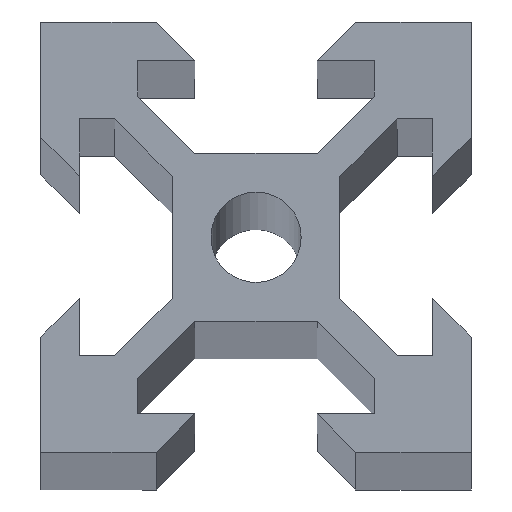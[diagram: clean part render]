
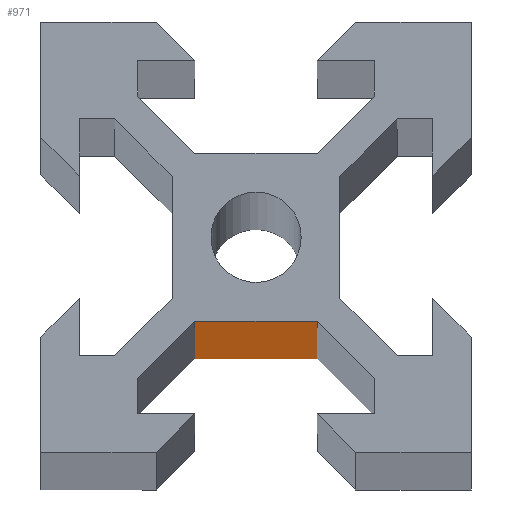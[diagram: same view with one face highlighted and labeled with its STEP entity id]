
A CAD part, top view. The second image highlights one B-rep face of the part: STEP entity #971.
In plain terms, the highlighted planar face has unit normal (0, -1, 0).
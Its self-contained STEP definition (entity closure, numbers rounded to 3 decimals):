
#16=PLANE('',#1040);
#63=FACE_OUTER_BOUND('',#110,.T.);
#110=EDGE_LOOP('',(#655,#656,#657,#658));
#159=LINE('',#1329,#292);
#160=LINE('',#1331,#293);
#161=LINE('',#1333,#294);
#162=LINE('',#1334,#295);
#292=VECTOR('',#1097,10.);
#293=VECTOR('',#1098,10.);
#294=VECTOR('',#1099,10.);
#295=VECTOR('',#1100,10.);
#428=VERTEX_POINT('',#1327);
#429=VERTEX_POINT('',#1328);
#430=VERTEX_POINT('',#1330);
#431=VERTEX_POINT('',#1332);
#519=EDGE_CURVE('',#428,#429,#159,.T.);
#520=EDGE_CURVE('',#430,#429,#160,.T.);
#521=EDGE_CURVE('',#431,#430,#161,.T.);
#522=EDGE_CURVE('',#431,#428,#162,.T.);
#655=ORIENTED_EDGE('',*,*,#519,.T.);
#656=ORIENTED_EDGE('',*,*,#520,.F.);
#657=ORIENTED_EDGE('',*,*,#521,.F.);
#658=ORIENTED_EDGE('',*,*,#522,.T.);
#971=ADVANCED_FACE('',(#63),#16,.T.);
#1040=AXIS2_PLACEMENT_3D('',#1326,#1095,#1096);
#1095=DIRECTION('center_axis',(0.,-1.,0.));
#1096=DIRECTION('ref_axis',(1.,0.,0.));
#1097=DIRECTION('',(0.,0.,1.));
#1098=DIRECTION('',(1.,0.,0.));
#1099=DIRECTION('',(0.,0.,1.));
#1100=DIRECTION('',(1.,0.,0.));
#1326=CARTESIAN_POINT('Origin',(-3.901,-3.901,0.));
#1327=CARTESIAN_POINT('',(2.84,-3.901,0.));
#1328=CARTESIAN_POINT('',(2.84,-3.901,1000.));
#1329=CARTESIAN_POINT('',(2.84,-3.901,0.));
#1330=CARTESIAN_POINT('',(-2.84,-3.901,1000.));
#1331=CARTESIAN_POINT('',(-3.901,-3.901,1000.));
#1332=CARTESIAN_POINT('',(-2.84,-3.901,0.));
#1333=CARTESIAN_POINT('',(-2.84,-3.901,0.));
#1334=CARTESIAN_POINT('',(-3.901,-3.901,0.));
